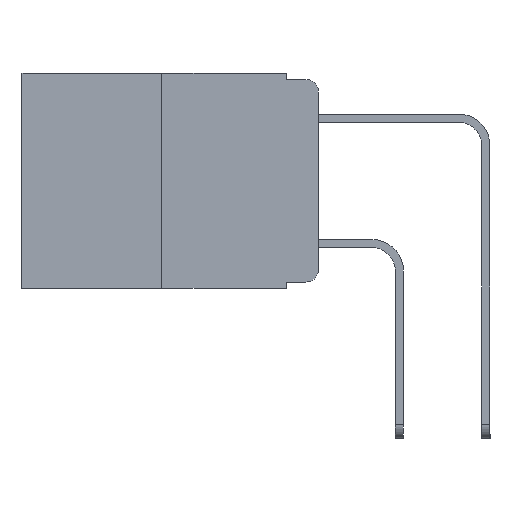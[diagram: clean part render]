
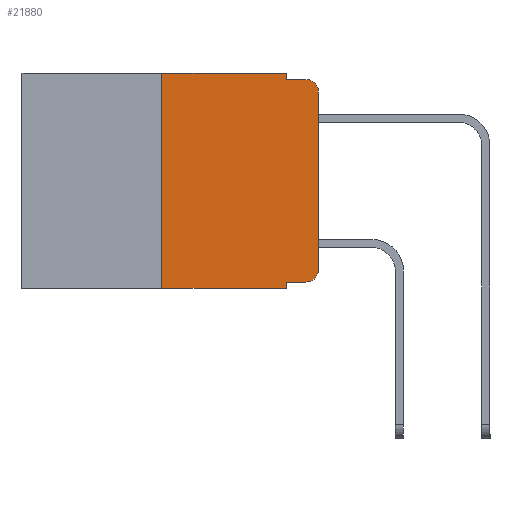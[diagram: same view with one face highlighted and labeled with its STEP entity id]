
A CAD part, left-side view. The second image highlights one B-rep face of the part: STEP entity #21880.
In plain terms, the highlighted planar face has unit normal (-1, 0, 0).
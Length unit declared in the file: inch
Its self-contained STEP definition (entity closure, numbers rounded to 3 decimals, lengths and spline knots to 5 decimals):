
#200 = DIRECTION ( 'NONE',  ( 0., -1., 0. ) ) ;
#343 = LINE ( 'NONE', #7135, #25159 ) ;
#594 = CARTESIAN_POINT ( 'NONE',  ( 0., 0., -0.313 ) ) ;
#1206 = CARTESIAN_POINT ( 'NONE',  ( 0., 0.051, 0. ) ) ;
#1502 = VERTEX_POINT ( 'NONE', #3617 ) ;
#2024 = AXIS2_PLACEMENT_3D ( 'NONE', #7871, #9940, #23544 ) ;
#2065 = ORIENTED_EDGE ( 'NONE', *, *, #12050, .T. ) ;
#2235 = CARTESIAN_POINT ( 'NONE',  ( 0., 0.473, -0.343 ) ) ;
#2452 = VECTOR ( 'NONE', #8736, 39.37008 ) ;
#2603 = CARTESIAN_POINT ( 'NONE',  ( 0., 0.25, -0.343 ) ) ;
#3295 = EDGE_CURVE ( 'NONE', #21765, #8608, #3737, .T. ) ;
#3538 = CARTESIAN_POINT ( 'NONE',  ( 0., 0., 0. ) ) ;
#3617 = CARTESIAN_POINT ( 'NONE',  ( 0., 0.051, -0.01 ) ) ;
#3737 = CIRCLE ( 'NONE', #13913, 0.02 ) ;
#3797 = CARTESIAN_POINT ( 'NONE',  ( 0., 0.051, -0.01 ) ) ;
#4227 = DIRECTION ( 'NONE',  ( 0., 0., -1. ) ) ;
#4260 = EDGE_CURVE ( 'NONE', #16898, #1502, #8342, .T. ) ;
#5005 = AXIS2_PLACEMENT_3D ( 'NONE', #10877, #24455, #12857 ) ;
#5100 = EDGE_CURVE ( 'NONE', #8608, #23357, #9877, .T. ) ;
#5158 = CARTESIAN_POINT ( 'NONE',  ( 0., 0., -0.03 ) ) ;
#5202 = DIRECTION ( 'NONE',  ( 0., 0., -1. ) ) ;
#5538 = DIRECTION ( 'NONE',  ( 0., 0., 1. ) ) ;
#6034 = CARTESIAN_POINT ( 'NONE',  ( 0., 0.051, -0.343 ) ) ;
#6095 = ORIENTED_EDGE ( 'NONE', *, *, #6145, .F. ) ;
#6145 = EDGE_CURVE ( 'NONE', #14313, #16898, #343, .T. ) ;
#7135 = CARTESIAN_POINT ( 'NONE',  ( 0., 0.473, 0. ) ) ;
#7772 = LINE ( 'NONE', #22186, #19393 ) ;
#7871 = CARTESIAN_POINT ( 'NONE',  ( 0., 0.473, 0. ) ) ;
#7961 = PLANE ( 'NONE',  #2024 ) ;
#8342 = LINE ( 'NONE', #1206, #2452 ) ;
#8608 = VERTEX_POINT ( 'NONE', #594 ) ;
#8736 = DIRECTION ( 'NONE',  ( 0., 0., -1. ) ) ;
#9257 = VECTOR ( 'NONE', #5538, 39.37008 ) ;
#9325 = DIRECTION ( 'NONE',  ( 0., -1., 0. ) ) ;
#9403 = LINE ( 'NONE', #3797, #14622 ) ;
#9494 = EDGE_CURVE ( 'NONE', #24908, #21765, #25019, .T. ) ;
#9771 = CARTESIAN_POINT ( 'NONE',  ( 0., 0.02, -0.01 ) ) ;
#9804 = ORIENTED_EDGE ( 'NONE', *, *, #3295, .T. ) ;
#9877 = LINE ( 'NONE', #3538, #9257 ) ;
#9940 = DIRECTION ( 'NONE',  ( 1., 0., 0. ) ) ;
#10877 = CARTESIAN_POINT ( 'NONE',  ( 0., 0.02, -0.03 ) ) ;
#11218 = CIRCLE ( 'NONE', #5005, 0.02 ) ;
#11477 = VECTOR ( 'NONE', #200, 39.37008 ) ;
#11579 = CARTESIAN_POINT ( 'NONE',  ( 0., 0.02, -0.333 ) ) ;
#12050 = EDGE_CURVE ( 'NONE', #17602, #16759, #16657, .T. ) ;
#12206 = EDGE_CURVE ( 'NONE', #17602, #14313, #7772, .T. ) ;
#12455 = CARTESIAN_POINT ( 'NONE',  ( 0., 0.25, 0. ) ) ;
#12857 = DIRECTION ( 'NONE',  ( 0., 0., -1. ) ) ;
#13186 = ORIENTED_EDGE ( 'NONE', *, *, #14827, .F. ) ;
#13641 = DIRECTION ( 'NONE',  ( 0., -1., 0. ) ) ;
#13913 = AXIS2_PLACEMENT_3D ( 'NONE', #21118, #21606, #5202 ) ;
#14099 = ORIENTED_EDGE ( 'NONE', *, *, #5100, .T. ) ;
#14313 = VERTEX_POINT ( 'NONE', #12455 ) ;
#14622 = VECTOR ( 'NONE', #13641, 39.37008 ) ;
#14710 = VERTEX_POINT ( 'NONE', #9771 ) ;
#14739 = VECTOR ( 'NONE', #9325, 39.37008 ) ;
#14827 = EDGE_CURVE ( 'NONE', #24908, #16759, #23184, .T. ) ;
#16008 = CARTESIAN_POINT ( 'NONE',  ( 0., 0.051, 0. ) ) ;
#16657 = LINE ( 'NONE', #2235, #11477 ) ;
#16759 = VERTEX_POINT ( 'NONE', #6034 ) ;
#16898 = VERTEX_POINT ( 'NONE', #22098 ) ;
#17602 = VERTEX_POINT ( 'NONE', #2603 ) ;
#18363 = DIRECTION ( 'NONE',  ( 0., 0., 1. ) ) ;
#18559 = FACE_OUTER_BOUND ( 'NONE', #22372, .T. ) ;
#19053 = CARTESIAN_POINT ( 'NONE',  ( 0., 0.051, -0.333 ) ) ;
#19253 = ORIENTED_EDGE ( 'NONE', *, *, #22631, .T. ) ;
#19393 = VECTOR ( 'NONE', #18363, 39.37008 ) ;
#19855 = ORIENTED_EDGE ( 'NONE', *, *, #21824, .F. ) ;
#20453 = ORIENTED_EDGE ( 'NONE', *, *, #4260, .F. ) ;
#20792 = DIRECTION ( 'NONE',  ( 0., -1., 0. ) ) ;
#21118 = CARTESIAN_POINT ( 'NONE',  ( 0., 0.02, -0.313 ) ) ;
#21606 = DIRECTION ( 'NONE',  ( -1., 0., 0. ) ) ;
#21765 = VERTEX_POINT ( 'NONE', #11579 ) ;
#21824 = EDGE_CURVE ( 'NONE', #1502, #14710, #9403, .T. ) ;
#21880 = ADVANCED_FACE ( 'NONE', ( #18559 ), #7961, .F. ) ;
#22041 = CARTESIAN_POINT ( 'NONE',  ( 0., 0.051, -0.333 ) ) ;
#22098 = CARTESIAN_POINT ( 'NONE',  ( 0., 0.051, 0. ) ) ;
#22186 = CARTESIAN_POINT ( 'NONE',  ( 0., 0.25, 0. ) ) ;
#22295 = ORIENTED_EDGE ( 'NONE', *, *, #12206, .F. ) ;
#22372 = EDGE_LOOP ( 'NONE', ( #14099, #19253, #19855, #20453, #6095, #22295, #2065, #13186, #24085, #9804 ) ) ;
#22631 = EDGE_CURVE ( 'NONE', #23357, #14710, #11218, .T. ) ;
#23184 = LINE ( 'NONE', #16008, #23783 ) ;
#23357 = VERTEX_POINT ( 'NONE', #5158 ) ;
#23544 = DIRECTION ( 'NONE',  ( 0., 0., -1. ) ) ;
#23783 = VECTOR ( 'NONE', #4227, 39.37008 ) ;
#24085 = ORIENTED_EDGE ( 'NONE', *, *, #9494, .T. ) ;
#24455 = DIRECTION ( 'NONE',  ( -1., 0., 0. ) ) ;
#24908 = VERTEX_POINT ( 'NONE', #22041 ) ;
#25019 = LINE ( 'NONE', #19053, #14739 ) ;
#25159 = VECTOR ( 'NONE', #20792, 39.37008 ) ;
